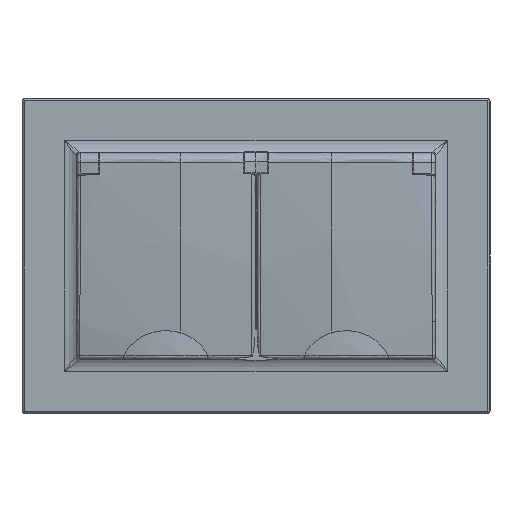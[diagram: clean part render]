
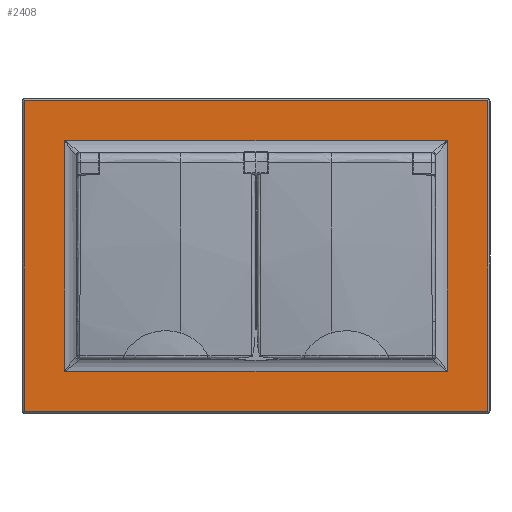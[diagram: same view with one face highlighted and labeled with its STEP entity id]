
A CAD part, top view. The second image highlights one B-rep face of the part: STEP entity #2408.
In plain terms, the highlighted planar face has unit normal (0, 0, 1).
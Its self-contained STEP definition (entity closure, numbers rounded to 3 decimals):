
#381 = EDGE_CURVE ( 'NONE', #26398, #30448, #14301, .T. ) ;
#1105 = CARTESIAN_POINT ( 'NONE',  ( 91.541, 64.048, -7.709 ) ) ;
#1310 = CARTESIAN_POINT ( 'NONE',  ( 215.489, 64.119, -7.709 ) ) ;
#1792 = CARTESIAN_POINT ( 'NONE',  ( 162.658, 53.597, -7.709 ) ) ;
#2054 = EDGE_CURVE ( 'NONE', #6208, #15537, #13402, .T. ) ;
#2182 = CARTESIAN_POINT ( 'NONE',  ( 133.015, 64.321, -7.709 ) ) ;
#2408 = ADVANCED_FACE ( 'NONE', ( #5692, #10878 ), #5364, .T. ) ;
#2805 = LINE ( 'NONE', #25322, #27644 ) ;
#3121 = DIRECTION ( 'NONE',  ( 0., 1., 0. ) ) ;
#3248 = CARTESIAN_POINT ( 'NONE',  ( 215.462, -18.49, -7.709 ) ) ;
#3256 = DIRECTION ( 'NONE',  ( 1., 0., 0. ) ) ;
#3394 = DIRECTION ( 'NONE',  ( 0., 1., 0. ) ) ;
#3436 = CARTESIAN_POINT ( 'NONE',  ( 91.744, 64.321, -7.709 ) ) ;
#3467 = CARTESIAN_POINT ( 'NONE',  ( 215.46, 64.19, -7.709 ) ) ;
#4034 = ORIENTED_EDGE ( 'NONE', *, *, #381, .F. ) ;
#4490 = EDGE_CURVE ( 'NONE', #17478, #5496, #24468, .T. ) ;
#4513 = CARTESIAN_POINT ( 'NONE',  ( 91.814, -18.627, -7.709 ) ) ;
#4790 = ORIENTED_EDGE ( 'NONE', *, *, #16881, .T. ) ;
#5048 = CARTESIAN_POINT ( 'NONE',  ( 133.015, 22.847, -7.709 ) ) ;
#5364 = PLANE ( 'NONE',  #18165 ) ;
#5431 = CARTESIAN_POINT ( 'NONE',  ( 91.681, 64.293, -7.709 ) ) ;
#5496 = VERTEX_POINT ( 'NONE', #23356 ) ;
#5692 = FACE_OUTER_BOUND ( 'NONE', #12496, .T. ) ;
#5730 = CARTESIAN_POINT ( 'NONE',  ( 215.35, -18.6, -7.709 ) ) ;
#6047 = LINE ( 'NONE', #8717, #17814 ) ;
#6149 = VECTOR ( 'NONE', #25158, 1000. ) ;
#6208 = VERTEX_POINT ( 'NONE', #16068 ) ;
#7086 = ORIENTED_EDGE ( 'NONE', *, *, #23796, .T. ) ;
#7173 = CARTESIAN_POINT ( 'NONE',  ( 102.415, -7.904, -7.709 ) ) ;
#7301 = ORIENTED_EDGE ( 'NONE', *, *, #8083, .F. ) ;
#8077 = CARTESIAN_POINT ( 'NONE',  ( 215.287, -18.627, -7.709 ) ) ;
#8083 = EDGE_CURVE ( 'NONE', #10166, #18730, #12685, .T. ) ;
#8131 = VERTEX_POINT ( 'NONE', #7173 ) ;
#8663 = ORIENTED_EDGE ( 'NONE', *, *, #24106, .T. ) ;
#8717 = CARTESIAN_POINT ( 'NONE',  ( 102.415, 52.49, -7.709 ) ) ;
#9348 = CARTESIAN_POINT ( 'NONE',  ( 91.541, -18.426, -7.709 ) ) ;
#9692 = VECTOR ( 'NONE', #14254, 1000. ) ;
#9807 = ORIENTED_EDGE ( 'NONE', *, *, #23502, .F. ) ;
#10092 = B_SPLINE_CURVE_WITH_KNOTS ( 'NONE', 3,
 ( #26306, #16477, #26633, #3467, #1310, #11140 ),
 .UNSPECIFIED., .F., .F.,
 ( 4, 2, 4 ),
 ( 0., 0.5, 1. ),
 .UNSPECIFIED. ) ;
#10145 = CARTESIAN_POINT ( 'NONE',  ( 204.616, -7.904, -7.709 ) ) ;
#10166 = VERTEX_POINT ( 'NONE', #28911 ) ;
#10517 = EDGE_CURVE ( 'NONE', #8131, #5496, #6047, .T. ) ;
#10878 = FACE_BOUND ( 'NONE', #29568, .T. ) ;
#10916 = CARTESIAN_POINT ( 'NONE',  ( 215.489, -18.427, -7.709 ) ) ;
#10922 = LINE ( 'NONE', #28588, #23926 ) ;
#11140 = CARTESIAN_POINT ( 'NONE',  ( 215.489, 64.048, -7.709 ) ) ;
#11160 = ORIENTED_EDGE ( 'NONE', *, *, #10517, .T. ) ;
#12496 = EDGE_LOOP ( 'NONE', ( #30210, #4790, #4034, #8663, #22151, #32597, #17757, #7301 ) ) ;
#12685 = LINE ( 'NONE', #2182, #30464 ) ;
#13228 = CARTESIAN_POINT ( 'NONE',  ( 91.541, -18.354, -7.709 ) ) ;
#13402 = B_SPLINE_CURVE_WITH_KNOTS ( 'NONE', 3,
 ( #26078, #8077, #5730, #3248, #10916, #20439 ),
 .UNSPECIFIED., .F., .F.,
 ( 4, 2, 4 ),
 ( 0., 0.5, 1. ),
 .UNSPECIFIED. ) ;
#13611 = CARTESIAN_POINT ( 'NONE',  ( 91.569, 64.184, -7.709 ) ) ;
#14254 = DIRECTION ( 'NONE',  ( 0., -1., 0. ) ) ;
#14301 = B_SPLINE_CURVE_WITH_KNOTS ( 'NONE', 3,
 ( #4513, #32188, #24532, #27355, #9348, #19525 ),
 .UNSPECIFIED., .F., .F.,
 ( 4, 2, 4 ),
 ( 0., 0.5, 1. ),
 .UNSPECIFIED. ) ;
#14781 = LINE ( 'NONE', #32612, #16485 ) ;
#15234 = DIRECTION ( 'NONE',  ( 1., 0., 0. ) ) ;
#15537 = VERTEX_POINT ( 'NONE', #24320 ) ;
#16068 = CARTESIAN_POINT ( 'NONE',  ( 215.216, -18.627, -7.709 ) ) ;
#16268 = CARTESIAN_POINT ( 'NONE',  ( 215.489, 22.847, -7.709 ) ) ;
#16477 = CARTESIAN_POINT ( 'NONE',  ( 215.288, 64.321, -7.709 ) ) ;
#16485 = VECTOR ( 'NONE', #17461, 1000. ) ;
#16881 = EDGE_CURVE ( 'NONE', #18994, #30448, #17344, .T. ) ;
#16996 = VERTEX_POINT ( 'NONE', #10145 ) ;
#17344 = LINE ( 'NONE', #22819, #6149 ) ;
#17461 = DIRECTION ( 'NONE',  ( -1., 0., 0. ) ) ;
#17478 = VERTEX_POINT ( 'NONE', #21747 ) ;
#17656 = ORIENTED_EDGE ( 'NONE', *, *, #4490, .F. ) ;
#17757 = ORIENTED_EDGE ( 'NONE', *, *, #22148, .F. ) ;
#17814 = VECTOR ( 'NONE', #3394, 1000. ) ;
#17916 = DIRECTION ( 'NONE',  ( 0., 0., 1. ) ) ;
#18165 = AXIS2_PLACEMENT_3D ( 'NONE', #5048, #17916, #15234 ) ;
#18730 = VERTEX_POINT ( 'NONE', #21594 ) ;
#18994 = VERTEX_POINT ( 'NONE', #23079 ) ;
#19090 = LINE ( 'NONE', #16268, #9692 ) ;
#19525 = CARTESIAN_POINT ( 'NONE',  ( 91.541, -18.354, -7.709 ) ) ;
#20355 = DIRECTION ( 'NONE',  ( 1., 0., 0. ) ) ;
#20439 = CARTESIAN_POINT ( 'NONE',  ( 215.489, -18.354, -7.709 ) ) ;
#21594 = CARTESIAN_POINT ( 'NONE',  ( 215.216, 64.321, -7.709 ) ) ;
#21747 = CARTESIAN_POINT ( 'NONE',  ( 204.616, 53.597, -7.709 ) ) ;
#22107 = CARTESIAN_POINT ( 'NONE',  ( 91.541, 64.12, -7.709 ) ) ;
#22148 = EDGE_CURVE ( 'NONE', #18730, #26146, #10092, .T. ) ;
#22151 = ORIENTED_EDGE ( 'NONE', *, *, #2054, .T. ) ;
#22300 = CARTESIAN_POINT ( 'NONE',  ( 215.489, 64.048, -7.709 ) ) ;
#22353 = B_SPLINE_CURVE_WITH_KNOTS ( 'NONE', 3,
 ( #28771, #3436, #5431, #13611, #22107, #1105 ),
 .UNSPECIFIED., .F., .F.,
 ( 4, 2, 4 ),
 ( 0., 0.5, 1. ),
 .UNSPECIFIED. ) ;
#22819 = CARTESIAN_POINT ( 'NONE',  ( 91.541, 22.847, -7.709 ) ) ;
#23079 = CARTESIAN_POINT ( 'NONE',  ( 91.541, 64.048, -7.709 ) ) ;
#23356 = CARTESIAN_POINT ( 'NONE',  ( 102.415, 53.597, -7.709 ) ) ;
#23502 = EDGE_CURVE ( 'NONE', #16996, #17478, #2805, .T. ) ;
#23796 = EDGE_CURVE ( 'NONE', #16996, #8131, #14781, .T. ) ;
#23840 = CARTESIAN_POINT ( 'NONE',  ( 91.814, -18.627, -7.709 ) ) ;
#23926 = VECTOR ( 'NONE', #3256, 1000. ) ;
#24106 = EDGE_CURVE ( 'NONE', #26398, #6208, #10922, .T. ) ;
#24320 = CARTESIAN_POINT ( 'NONE',  ( 215.489, -18.354, -7.709 ) ) ;
#24468 = LINE ( 'NONE', #1792, #27172 ) ;
#24532 = CARTESIAN_POINT ( 'NONE',  ( 91.672, -18.598, -7.709 ) ) ;
#25158 = DIRECTION ( 'NONE',  ( 0., -1., 0. ) ) ;
#25322 = CARTESIAN_POINT ( 'NONE',  ( 204.616, 52.49, -7.709 ) ) ;
#26078 = CARTESIAN_POINT ( 'NONE',  ( 215.216, -18.627, -7.709 ) ) ;
#26146 = VERTEX_POINT ( 'NONE', #22300 ) ;
#26306 = CARTESIAN_POINT ( 'NONE',  ( 215.216, 64.321, -7.709 ) ) ;
#26398 = VERTEX_POINT ( 'NONE', #23840 ) ;
#26633 = CARTESIAN_POINT ( 'NONE',  ( 215.359, 64.291, -7.709 ) ) ;
#27172 = VECTOR ( 'NONE', #27613, 1000. ) ;
#27355 = CARTESIAN_POINT ( 'NONE',  ( 91.571, -18.497, -7.709 ) ) ;
#27613 = DIRECTION ( 'NONE',  ( -1., 0., 0. ) ) ;
#27644 = VECTOR ( 'NONE', #3121, 1000. ) ;
#28588 = CARTESIAN_POINT ( 'NONE',  ( 133.015, -18.627, -7.709 ) ) ;
#28631 = EDGE_CURVE ( 'NONE', #10166, #18994, #22353, .T. ) ;
#28771 = CARTESIAN_POINT ( 'NONE',  ( 91.814, 64.321, -7.709 ) ) ;
#28911 = CARTESIAN_POINT ( 'NONE',  ( 91.814, 64.321, -7.709 ) ) ;
#29568 = EDGE_LOOP ( 'NONE', ( #7086, #11160, #17656, #9807 ) ) ;
#30210 = ORIENTED_EDGE ( 'NONE', *, *, #28631, .T. ) ;
#30448 = VERTEX_POINT ( 'NONE', #13228 ) ;
#30464 = VECTOR ( 'NONE', #20355, 1000. ) ;
#31168 = EDGE_CURVE ( 'NONE', #26146, #15537, #19090, .T. ) ;
#32188 = CARTESIAN_POINT ( 'NONE',  ( 91.743, -18.627, -7.709 ) ) ;
#32597 = ORIENTED_EDGE ( 'NONE', *, *, #31168, .F. ) ;
#32612 = CARTESIAN_POINT ( 'NONE',  ( 162.658, -7.904, -7.709 ) ) ;
